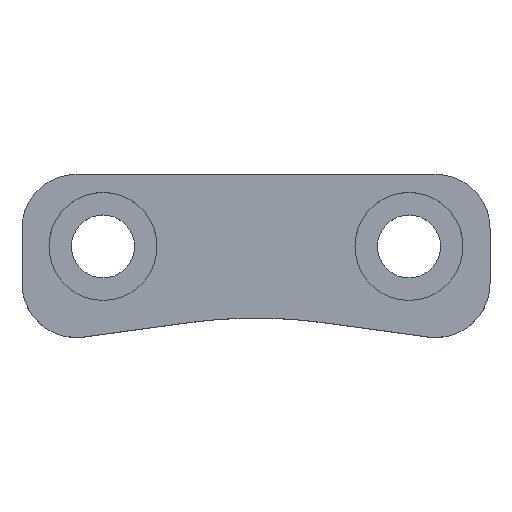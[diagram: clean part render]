
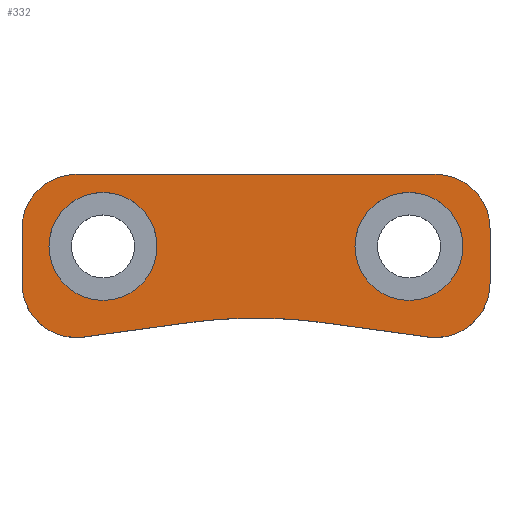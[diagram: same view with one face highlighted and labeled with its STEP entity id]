
A CAD part, top view. The second image highlights one B-rep face of the part: STEP entity #332.
In plain terms, the highlighted planar face has unit normal (0, 0, 1).
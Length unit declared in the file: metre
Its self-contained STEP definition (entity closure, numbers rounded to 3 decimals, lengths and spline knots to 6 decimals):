
#13=CIRCLE('',#364,0.003);
#15=CIRCLE('',#367,0.003);
#16=CIRCLE('',#370,0.003);
#17=CIRCLE('',#371,0.003);
#18=CIRCLE('',#372,0.003);
#19=CIRCLE('',#373,0.024);
#20=CIRCLE('',#374,0.024);
#21=CIRCLE('',#375,0.003);
#70=ORIENTED_EDGE('',*,*,#153,.F.);
#71=ORIENTED_EDGE('',*,*,#151,.F.);
#72=ORIENTED_EDGE('',*,*,#140,.F.);
#73=ORIENTED_EDGE('',*,*,#158,.T.);
#74=ORIENTED_EDGE('',*,*,#142,.F.);
#75=ORIENTED_EDGE('',*,*,#159,.T.);
#76=ORIENTED_EDGE('',*,*,#148,.T.);
#77=ORIENTED_EDGE('',*,*,#160,.T.);
#78=ORIENTED_EDGE('',*,*,#156,.T.);
#79=ORIENTED_EDGE('',*,*,#161,.T.);
#80=ORIENTED_EDGE('',*,*,#132,.T.);
#81=ORIENTED_EDGE('',*,*,#162,.T.);
#82=ORIENTED_EDGE('',*,*,#134,.T.);
#83=ORIENTED_EDGE('',*,*,#163,.T.);
#132=EDGE_CURVE('',#177,#176,#208,.T.);
#134=EDGE_CURVE('',#178,#179,#210,.T.);
#140=EDGE_CURVE('',#184,#185,#216,.T.);
#142=EDGE_CURVE('',#186,#187,#218,.T.);
#148=EDGE_CURVE('',#193,#192,#224,.T.);
#151=EDGE_CURVE('',#195,#195,#13,.T.);
#153=EDGE_CURVE('',#197,#197,#15,.T.);
#156=EDGE_CURVE('',#201,#200,#228,.T.);
#158=EDGE_CURVE('',#184,#187,#16,.T.);
#159=EDGE_CURVE('',#186,#193,#17,.T.);
#160=EDGE_CURVE('',#192,#201,#18,.T.);
#161=EDGE_CURVE('',#200,#177,#19,.F.);
#162=EDGE_CURVE('',#176,#178,#20,.F.);
#163=EDGE_CURVE('',#179,#185,#21,.T.);
#176=VERTEX_POINT('',#509);
#177=VERTEX_POINT('',#511);
#178=VERTEX_POINT('',#515);
#179=VERTEX_POINT('',#516);
#184=VERTEX_POINT('',#527);
#185=VERTEX_POINT('',#529);
#186=VERTEX_POINT('',#533);
#187=VERTEX_POINT('',#534);
#192=VERTEX_POINT('',#545);
#193=VERTEX_POINT('',#547);
#195=VERTEX_POINT('',#553);
#197=VERTEX_POINT('',#558);
#200=VERTEX_POINT('',#564);
#201=VERTEX_POINT('',#566);
#208=LINE('',#510,#232);
#210=LINE('',#514,#234);
#216=LINE('',#528,#240);
#218=LINE('',#532,#242);
#224=LINE('',#546,#248);
#228=LINE('',#565,#252);
#232=VECTOR('',#403,1.);
#234=VECTOR('',#407,1.);
#240=VECTOR('',#415,1.);
#242=VECTOR('',#419,1.);
#248=VECTOR('',#427,1.);
#252=VECTOR('',#445,1.);
#264=EDGE_LOOP('',(#70));
#265=EDGE_LOOP('',(#71));
#266=EDGE_LOOP('',(#72,#73,#74,#75,#76,#77,#78,#79,#80,#81,#82,#83));
#294=FACE_BOUND('',#264,.T.);
#295=FACE_BOUND('',#265,.T.);
#296=FACE_BOUND('',#266,.T.);
#320=PLANE('',#369);
#332=ADVANCED_FACE('',(#294,#295,#296),#320,.T.);
#364=AXIS2_PLACEMENT_3D('',#552,#433,#434);
#367=AXIS2_PLACEMENT_3D('',#557,#439,#440);
#369=AXIS2_PLACEMENT_3D('',#568,#447,#448);
#370=AXIS2_PLACEMENT_3D('',#569,#449,#450);
#371=AXIS2_PLACEMENT_3D('',#570,#451,#452);
#372=AXIS2_PLACEMENT_3D('',#571,#453,#454);
#373=AXIS2_PLACEMENT_3D('',#572,#455,#456);
#374=AXIS2_PLACEMENT_3D('',#573,#457,#458);
#375=AXIS2_PLACEMENT_3D('',#574,#459,#460);
#403=DIRECTION('',(1.,0.,0.));
#407=DIRECTION('',(0.991,-0.135,0.));
#415=DIRECTION('',(0.,-1.,0.));
#419=DIRECTION('',(1.,0.,0.));
#427=DIRECTION('',(0.,-1.,0.));
#433=DIRECTION('',(0.,0.,1.));
#434=DIRECTION('',(1.,0.,0.));
#439=DIRECTION('',(0.,0.,1.));
#440=DIRECTION('',(1.,0.,0.));
#445=DIRECTION('',(0.991,0.135,0.));
#447=DIRECTION('',(0.,0.,1.));
#448=DIRECTION('',(1.,0.,0.));
#449=DIRECTION('',(0.,0.,1.));
#450=DIRECTION('',(1.,0.,0.));
#451=DIRECTION('',(0.,0.,1.));
#452=DIRECTION('',(1.,0.,0.));
#453=DIRECTION('',(0.,0.,1.));
#454=DIRECTION('',(1.,0.,0.));
#455=DIRECTION('',(0.,0.,1.));
#456=DIRECTION('',(1.,0.,0.));
#457=DIRECTION('',(0.,0.,1.));
#458=DIRECTION('',(1.,0.,0.));
#459=DIRECTION('',(0.,0.,1.));
#460=DIRECTION('',(1.,0.,0.));
#509=CARTESIAN_POINT('',(0.008564,0.002871,0.004));
#510=CARTESIAN_POINT('',(0.008193,0.002871,0.004));
#511=CARTESIAN_POINT('',(0.007822,0.002871,0.004));
#514=CARTESIAN_POINT('',(0.015693,0.002121,0.004));
#515=CARTESIAN_POINT('',(0.011807,0.002651,0.004));
#516=CARTESIAN_POINT('',(0.017788,0.001836,0.004));
#527=CARTESIAN_POINT('',(0.021193,0.007871,0.004));
#528=CARTESIAN_POINT('',(0.021193,0.006871,0.004));
#529=CARTESIAN_POINT('',(0.021193,0.004808,0.004));
#532=CARTESIAN_POINT('',(0.008193,0.010871,0.004));
#533=CARTESIAN_POINT('',(-0.001807,0.010871,0.004));
#534=CARTESIAN_POINT('',(0.018193,0.010871,0.004));
#545=CARTESIAN_POINT('',(-0.004807,0.004808,0.004));
#546=CARTESIAN_POINT('',(-0.004807,0.006871,0.004));
#547=CARTESIAN_POINT('',(-0.004807,0.007871,0.004));
#552=CARTESIAN_POINT('',(-0.000307,0.006871,0.004));
#553=CARTESIAN_POINT('',(0.002693,0.006871,0.004));
#557=CARTESIAN_POINT('',(0.016693,0.006871,0.004));
#558=CARTESIAN_POINT('',(0.019693,0.006871,0.004));
#564=CARTESIAN_POINT('',(0.004579,0.002651,0.004));
#565=CARTESIAN_POINT('',(0.000693,0.002121,0.004));
#566=CARTESIAN_POINT('',(-0.001401,0.001836,0.004));
#568=CARTESIAN_POINT('',(0.008193,0.006121,0.004));
#569=CARTESIAN_POINT('',(0.018193,0.007871,0.004));
#570=CARTESIAN_POINT('',(-0.001807,0.007871,0.004));
#571=CARTESIAN_POINT('',(-0.001807,0.004808,0.004));
#572=CARTESIAN_POINT('',(0.007822,-0.021129,0.004));
#573=CARTESIAN_POINT('',(0.008564,-0.021129,0.004));
#574=CARTESIAN_POINT('',(0.018193,0.004808,0.004));
